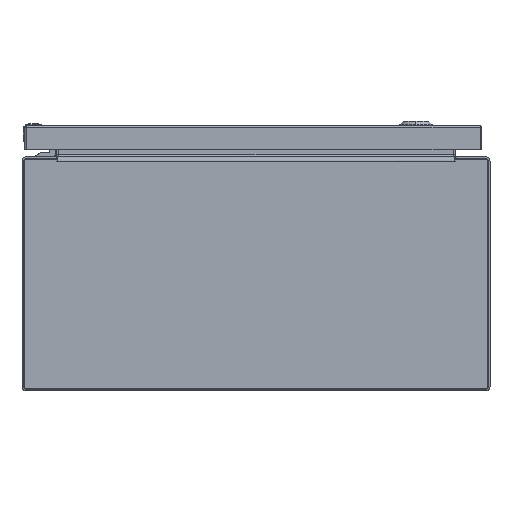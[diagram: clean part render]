
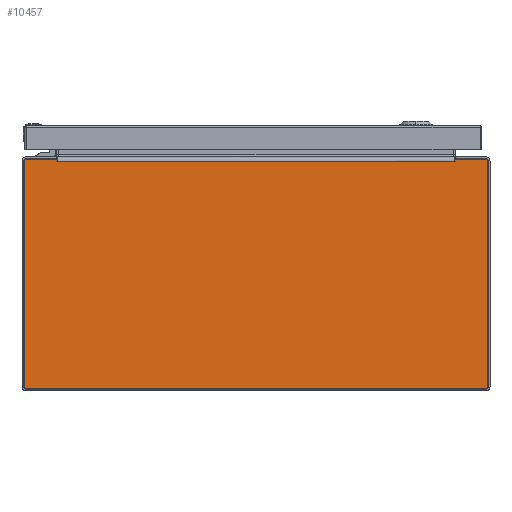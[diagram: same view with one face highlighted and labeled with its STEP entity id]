
A CAD part, front view. The second image highlights one B-rep face of the part: STEP entity #10457.
In plain terms, the highlighted planar face has unit normal (0, -1, 0).
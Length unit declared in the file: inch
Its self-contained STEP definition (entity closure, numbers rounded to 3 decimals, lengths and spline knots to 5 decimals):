
#149 = EDGE_CURVE ( 'NONE', #29016, #40934, #41080, .T. ) ;
#443 = CIRCLE ( 'NONE', #18745, 0.08 ) ;
#622 = EDGE_CURVE ( 'NONE', #24632, #23270, #27061, .T. ) ;
#751 = CARTESIAN_POINT ( 'NONE',  ( -7.857, -14., 3.857 ) ) ;
#1914 = CARTESIAN_POINT ( 'NONE',  ( 6.82806, -14., 3.937 ) ) ;
#2142 = CARTESIAN_POINT ( 'NONE',  ( -7.857, -14., -3.937 ) ) ;
#2531 = LINE ( 'NONE', #40077, #12224 ) ;
#2719 = EDGE_CURVE ( 'NONE', #42542, #10960, #44925, .T. ) ;
#2833 = CARTESIAN_POINT ( 'NONE',  ( 0., -14., 3.855 ) ) ;
#3304 = EDGE_CURVE ( 'NONE', #27898, #29016, #37840, .T. ) ;
#3760 = ORIENTED_EDGE ( 'NONE', *, *, #17523, .F. ) ;
#3952 = AXIS2_PLACEMENT_3D ( 'NONE', #9653, #43994, #13091 ) ;
#4026 = DIRECTION ( 'NONE',  ( 1., 0., 0. ) ) ;
#4100 = DIRECTION ( 'NONE',  ( 0., -1., 0. ) ) ;
#4536 = CARTESIAN_POINT ( 'NONE',  ( 6.8136, -14., 3.855 ) ) ;
#5034 = EDGE_CURVE ( 'NONE', #24632, #15443, #8953, .T. ) ;
#5655 = VECTOR ( 'NONE', #4026, 39.37008 ) ;
#5709 = EDGE_CURVE ( 'NONE', #15916, #25402, #25317, .T. ) ;
#7716 = EDGE_CURVE ( 'NONE', #40934, #42542, #2531, .T. ) ;
#7808 = DIRECTION ( 'NONE',  ( 1., 0., 0. ) ) ;
#8444 = EDGE_LOOP ( 'NONE', ( #26961, #28859, #18266, #28812, #28936, #37649, #35083, #39911, #24472, #3760, #44093, #14144, #8846, #18947 ) ) ;
#8833 = CARTESIAN_POINT ( 'NONE',  ( 6.798, -14., 3.855 ) ) ;
#8846 = ORIENTED_EDGE ( 'NONE', *, *, #5034, .T. ) ;
#8953 = LINE ( 'NONE', #22210, #18800 ) ;
#8969 = PLANE ( 'NONE',  #3952 ) ;
#9653 = CARTESIAN_POINT ( 'NONE',  ( 0., -14., 0. ) ) ;
#9677 = DIRECTION ( 'NONE',  ( 0.174, 0., -0.985 ) ) ;
#10457 = ADVANCED_FACE ( 'NONE', ( #19050 ), #8969, .T. ) ;
#10960 = VERTEX_POINT ( 'NONE', #24449 ) ;
#12224 = VECTOR ( 'NONE', #29792, 39.37008 ) ;
#13091 = DIRECTION ( 'NONE',  ( -1., 0., 0. ) ) ;
#13343 = CARTESIAN_POINT ( 'NONE',  ( -6.82806, -14., 3.937 ) ) ;
#13384 = LINE ( 'NONE', #27329, #13742 ) ;
#13742 = VECTOR ( 'NONE', #23439, 39.37008 ) ;
#13856 = CARTESIAN_POINT ( 'NONE',  ( -7.857, -14., -3.857 ) ) ;
#14144 = ORIENTED_EDGE ( 'NONE', *, *, #622, .F. ) ;
#14754 = EDGE_CURVE ( 'NONE', #35838, #23270, #23655, .T. ) ;
#15443 = VERTEX_POINT ( 'NONE', #28808 ) ;
#15473 = AXIS2_PLACEMENT_3D ( 'NONE', #13856, #44126, #15995 ) ;
#15916 = VERTEX_POINT ( 'NONE', #8833 ) ;
#15995 = DIRECTION ( 'NONE',  ( -1., 0., 0. ) ) ;
#16812 = DIRECTION ( 'NONE',  ( -1., 0., 0. ) ) ;
#17281 = CARTESIAN_POINT ( 'NONE',  ( -7.937, -14., -3.857 ) ) ;
#17523 = EDGE_CURVE ( 'NONE', #35838, #15916, #39385, .T. ) ;
#17928 = VECTOR ( 'NONE', #30302, 39.37008 ) ;
#18118 = CARTESIAN_POINT ( 'NONE',  ( 7.937, -14., -3.857 ) ) ;
#18244 = VECTOR ( 'NONE', #37824, 39.37008 ) ;
#18266 = ORIENTED_EDGE ( 'NONE', *, *, #7716, .T. ) ;
#18356 = EDGE_CURVE ( 'NONE', #20437, #25402, #20450, .T. ) ;
#18745 = AXIS2_PLACEMENT_3D ( 'NONE', #25435, #39822, #39598 ) ;
#18800 = VECTOR ( 'NONE', #35721, 39.37008 ) ;
#18947 = ORIENTED_EDGE ( 'NONE', *, *, #38423, .T. ) ;
#19035 = VECTOR ( 'NONE', #34598, 39.37008 ) ;
#19050 = FACE_OUTER_BOUND ( 'NONE', #8444, .T. ) ;
#20236 = CARTESIAN_POINT ( 'NONE',  ( -7.937, -14., 3.857 ) ) ;
#20420 = CARTESIAN_POINT ( 'NONE',  ( 7.937, -14., 3.857 ) ) ;
#20437 = VERTEX_POINT ( 'NONE', #1914 ) ;
#20450 = LINE ( 'NONE', #4536, #18244 ) ;
#20605 = CARTESIAN_POINT ( 'NONE',  ( -6.8136, -14., 3.855 ) ) ;
#21944 = AXIS2_PLACEMENT_3D ( 'NONE', #751, #42644, #39196 ) ;
#22210 = CARTESIAN_POINT ( 'NONE',  ( -6.82806, -14., 3.937 ) ) ;
#22353 = CARTESIAN_POINT ( 'NONE',  ( 7.857, -14., -3.937 ) ) ;
#22575 = CARTESIAN_POINT ( 'NONE',  ( 0., -14., 3.855 ) ) ;
#23270 = VERTEX_POINT ( 'NONE', #20605 ) ;
#23439 = DIRECTION ( 'NONE',  ( -1., 0., 0. ) ) ;
#23655 = LINE ( 'NONE', #2833, #45189 ) ;
#24449 = CARTESIAN_POINT ( 'NONE',  ( 7.937, -14., -3.857 ) ) ;
#24472 = ORIENTED_EDGE ( 'NONE', *, *, #5709, .F. ) ;
#24632 = VERTEX_POINT ( 'NONE', #25121 ) ;
#25121 = CARTESIAN_POINT ( 'NONE',  ( -6.82806, -14., 3.937 ) ) ;
#25169 = AXIS2_PLACEMENT_3D ( 'NONE', #31150, #4100, #27722 ) ;
#25234 = EDGE_CURVE ( 'NONE', #30915, #20437, #13384, .T. ) ;
#25317 = LINE ( 'NONE', #22575, #5655 ) ;
#25402 = VERTEX_POINT ( 'NONE', #38286 ) ;
#25435 = CARTESIAN_POINT ( 'NONE',  ( 7.857, -14., 3.857 ) ) ;
#26961 = ORIENTED_EDGE ( 'NONE', *, *, #3304, .T. ) ;
#27061 = LINE ( 'NONE', #13343, #39337 ) ;
#27075 = CIRCLE ( 'NONE', #21944, 0.08 ) ;
#27329 = CARTESIAN_POINT ( 'NONE',  ( 7.857, -14., 3.937 ) ) ;
#27722 = DIRECTION ( 'NONE',  ( 0., 0., -1. ) ) ;
#27898 = VERTEX_POINT ( 'NONE', #30785 ) ;
#28808 = CARTESIAN_POINT ( 'NONE',  ( -7.857, -14., 3.937 ) ) ;
#28812 = ORIENTED_EDGE ( 'NONE', *, *, #2719, .T. ) ;
#28859 = ORIENTED_EDGE ( 'NONE', *, *, #149, .T. ) ;
#28936 = ORIENTED_EDGE ( 'NONE', *, *, #29317, .T. ) ;
#29016 = VERTEX_POINT ( 'NONE', #17281 ) ;
#29317 = EDGE_CURVE ( 'NONE', #10960, #35927, #31848, .T. ) ;
#29792 = DIRECTION ( 'NONE',  ( 1., 0., 0. ) ) ;
#30302 = DIRECTION ( 'NONE',  ( 0., 0., -1. ) ) ;
#30785 = CARTESIAN_POINT ( 'NONE',  ( -7.937, -14., 3.857 ) ) ;
#30915 = VERTEX_POINT ( 'NONE', #42335 ) ;
#31150 = CARTESIAN_POINT ( 'NONE',  ( 7.857, -14., -3.857 ) ) ;
#31848 = LINE ( 'NONE', #18118, #19035 ) ;
#33563 = VECTOR ( 'NONE', #7808, 39.37008 ) ;
#34302 = EDGE_CURVE ( 'NONE', #35927, #30915, #443, .T. ) ;
#34598 = DIRECTION ( 'NONE',  ( 0., 0., 1. ) ) ;
#35083 = ORIENTED_EDGE ( 'NONE', *, *, #25234, .T. ) ;
#35721 = DIRECTION ( 'NONE',  ( -1., 0., 0. ) ) ;
#35838 = VERTEX_POINT ( 'NONE', #36879 ) ;
#35927 = VERTEX_POINT ( 'NONE', #20420 ) ;
#36879 = CARTESIAN_POINT ( 'NONE',  ( -6.798, -14., 3.855 ) ) ;
#37649 = ORIENTED_EDGE ( 'NONE', *, *, #34302, .T. ) ;
#37824 = DIRECTION ( 'NONE',  ( -0.174, 0., -0.985 ) ) ;
#37840 = LINE ( 'NONE', #20236, #17928 ) ;
#38286 = CARTESIAN_POINT ( 'NONE',  ( 6.8136, -14., 3.855 ) ) ;
#38423 = EDGE_CURVE ( 'NONE', #15443, #27898, #27075, .T. ) ;
#39196 = DIRECTION ( 'NONE',  ( 0., 0., 1. ) ) ;
#39337 = VECTOR ( 'NONE', #9677, 39.37008 ) ;
#39385 = LINE ( 'NONE', #43061, #33563 ) ;
#39598 = DIRECTION ( 'NONE',  ( 1., 0., 0. ) ) ;
#39822 = DIRECTION ( 'NONE',  ( 0., -1., 0. ) ) ;
#39911 = ORIENTED_EDGE ( 'NONE', *, *, #18356, .T. ) ;
#40077 = CARTESIAN_POINT ( 'NONE',  ( -7.857, -14., -3.937 ) ) ;
#40934 = VERTEX_POINT ( 'NONE', #2142 ) ;
#41080 = CIRCLE ( 'NONE', #15473, 0.08 ) ;
#42335 = CARTESIAN_POINT ( 'NONE',  ( 7.857, -14., 3.937 ) ) ;
#42542 = VERTEX_POINT ( 'NONE', #22353 ) ;
#42644 = DIRECTION ( 'NONE',  ( 0., -1., 0. ) ) ;
#43061 = CARTESIAN_POINT ( 'NONE',  ( -6.798, -14., 3.855 ) ) ;
#43994 = DIRECTION ( 'NONE',  ( 0., -1., 0. ) ) ;
#44093 = ORIENTED_EDGE ( 'NONE', *, *, #14754, .T. ) ;
#44126 = DIRECTION ( 'NONE',  ( 0., -1., 0. ) ) ;
#44925 = CIRCLE ( 'NONE', #25169, 0.08 ) ;
#45189 = VECTOR ( 'NONE', #16812, 39.37008 ) ;
